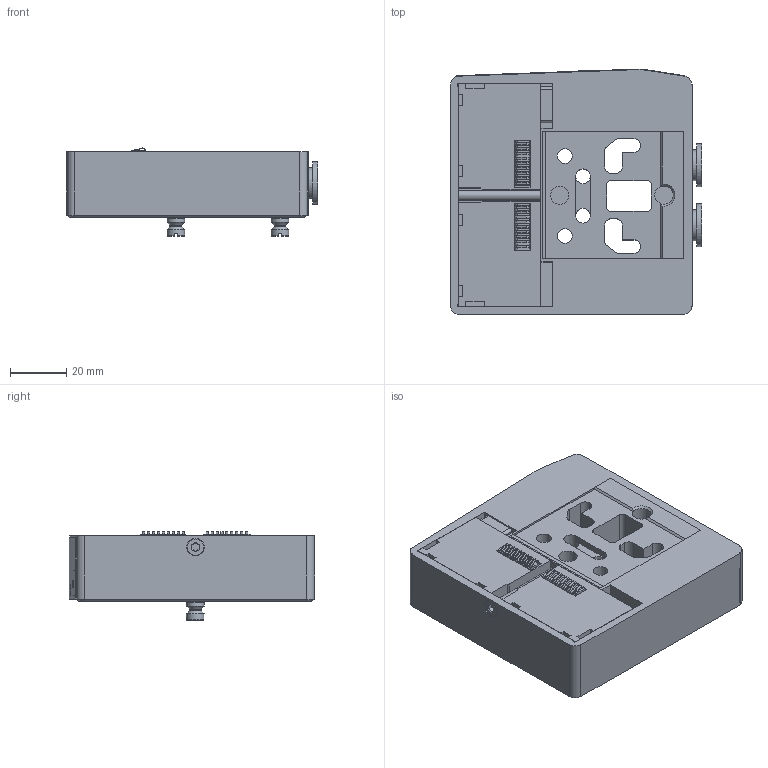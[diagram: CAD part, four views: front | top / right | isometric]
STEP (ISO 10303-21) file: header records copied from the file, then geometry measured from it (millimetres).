
FILE_DESCRIPTION (( 'STEP AP214' ), '1' );
FILE_NAME ('CMV-B1L-3B.STEP', '2014-12-09T20:07:35', ( '' ), ( '' ), 'SwSTEP 2.0', 'SolidWorks 2013', '' );
FILE_SCHEMA (( 'AUTOMOTIVE_DESIGN' ));
Length unit declared in the file: millimetre
Products named in the file (1): CMV-B1L-3B
Bounding box: 89.5 x 87.29 x 31.43 mm (x, y, z)
Volume: 154043.5 mm3; surface area: 54267.8 mm2
Topology: 74 solids, 74 shells, 1156 faces, 2862 edges, 1883 vertices
Faces by surface type: plane 876, cylinder 159, bspline 94, torus 16, cone 11
Full cylindrical faces by diameter (mm): 1.5 x4, 3.35 x2, 3.5 x1, 3.6 x1, 4 x4, 4.2 x2, 4.4 x4, 5.25 x8, 5.75 x2, 6.25 x7, 6.4 x1, 6.5 x2, 9.75 x2, 11 x2, 14 x2, 15.25 x2, 18 x2
Entity records: 42735 total; most frequent: CARTESIAN_POINT 9854, ORIENTED_EDGE 5550, DIRECTION 5053, EDGE_CURVE 2775, LINE 2227, VECTOR 2227, VERTEX_POINT 1866, AXIS2_PLACEMENT_3D 1413
